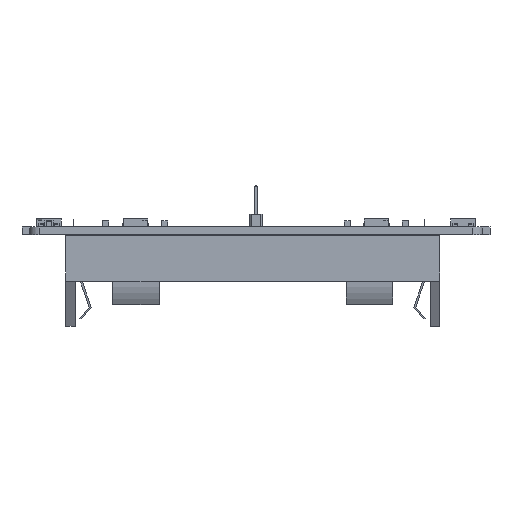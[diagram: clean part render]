
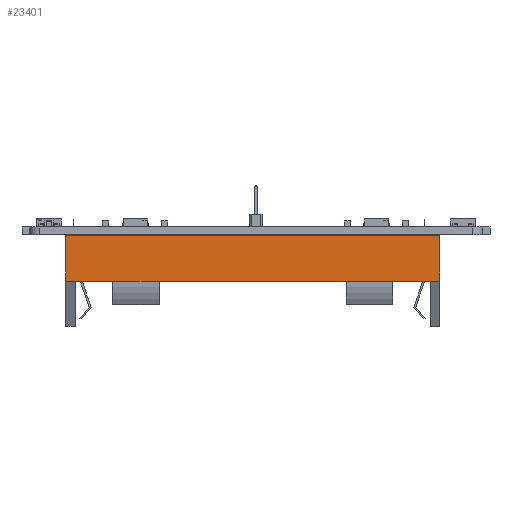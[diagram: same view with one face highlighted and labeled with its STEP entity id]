
A CAD part, left-side view. The second image highlights one B-rep face of the part: STEP entity #23401.
In plain terms, the highlighted face is planar.
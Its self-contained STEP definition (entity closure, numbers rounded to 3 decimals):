
#20576 = PLANE('',#20577);
#20577 = AXIS2_PLACEMENT_3D('',#20578,#20579,#20580);
#20578 = CARTESIAN_POINT('',(35.68,-9.587,9.6));
#20579 = DIRECTION('',(0.,0.,1.));
#20580 = DIRECTION('',(0.,1.,0.));
#21778 = VERTEX_POINT('',#21779);
#21779 = CARTESIAN_POINT('',(-3.17,-10.45,9.6));
#21793 = PLANE('',#21794);
#21794 = AXIS2_PLACEMENT_3D('',#21795,#21796,#21797);
#21795 = CARTESIAN_POINT('',(-3.17,0.,8.355));
#21796 = DIRECTION('',(-1.,0.,0.));
#21797 = DIRECTION('',(0.,-1.,0.));
#21805 = EDGE_CURVE('',#21778,#21806,#21808,.T.);
#21806 = VERTEX_POINT('',#21807);
#21807 = CARTESIAN_POINT('',(6.6,-10.45,9.6));
#21808 = SURFACE_CURVE('',#21809,(#21813,#21820),.PCURVE_S1.);
#21809 = LINE('',#21810,#21811);
#21810 = CARTESIAN_POINT('',(-3.17,-10.45,9.6));
#21811 = VECTOR('',#21812,1.);
#21812 = DIRECTION('',(1.,0.,0.));
#21813 = PCURVE('',#20576,#21814);
#21814 = DEFINITIONAL_REPRESENTATION('',(#21815),#21819);
#21815 = LINE('',#21816,#21817);
#21816 = CARTESIAN_POINT('',(-0.863,38.85));
#21817 = VECTOR('',#21818,1.);
#21818 = DIRECTION('',(0.,-1.));
#21819 = ( GEOMETRIC_REPRESENTATION_CONTEXT(2) 
PARAMETRIC_REPRESENTATION_CONTEXT() REPRESENTATION_CONTEXT('2D SPACE',''
  ) );
#21820 = PCURVE('',#21821,#21826);
#21821 = PLANE('',#21822);
#21822 = AXIS2_PLACEMENT_3D('',#21823,#21824,#21825);
#21823 = CARTESIAN_POINT('',(-3.17,-10.45,0.1));
#21824 = DIRECTION('',(0.,1.,0.));
#21825 = DIRECTION('',(1.,0.,0.));
#21826 = DEFINITIONAL_REPRESENTATION('',(#21827),#21831);
#21827 = LINE('',#21828,#21829);
#21828 = CARTESIAN_POINT('',(0.,-9.5));
#21829 = VECTOR('',#21830,1.);
#21830 = DIRECTION('',(1.,0.));
#21831 = ( GEOMETRIC_REPRESENTATION_CONTEXT(2) 
PARAMETRIC_REPRESENTATION_CONTEXT() REPRESENTATION_CONTEXT('2D SPACE',''
  ) );
#21890 = VERTEX_POINT('',#21891);
#21891 = CARTESIAN_POINT('',(16.255,-10.45,9.6));
#21917 = EDGE_CURVE('',#21890,#21918,#21920,.T.);
#21918 = VERTEX_POINT('',#21919);
#21919 = CARTESIAN_POINT('',(55.105,-10.45,9.6));
#21920 = SURFACE_CURVE('',#21921,(#21925,#21932),.PCURVE_S1.);
#21921 = LINE('',#21922,#21923);
#21922 = CARTESIAN_POINT('',(-3.17,-10.45,9.6));
#21923 = VECTOR('',#21924,1.);
#21924 = DIRECTION('',(1.,0.,0.));
#21925 = PCURVE('',#20576,#21926);
#21926 = DEFINITIONAL_REPRESENTATION('',(#21927),#21931);
#21927 = LINE('',#21928,#21929);
#21928 = CARTESIAN_POINT('',(-0.863,38.85));
#21929 = VECTOR('',#21930,1.);
#21930 = DIRECTION('',(0.,-1.));
#21931 = ( GEOMETRIC_REPRESENTATION_CONTEXT(2) 
PARAMETRIC_REPRESENTATION_CONTEXT() REPRESENTATION_CONTEXT('2D SPACE',''
  ) );
#21932 = PCURVE('',#21821,#21933);
#21933 = DEFINITIONAL_REPRESENTATION('',(#21934),#21938);
#21934 = LINE('',#21935,#21936);
#21935 = CARTESIAN_POINT('',(0.,-9.5));
#21936 = VECTOR('',#21937,1.);
#21937 = DIRECTION('',(1.,0.));
#21938 = ( GEOMETRIC_REPRESENTATION_CONTEXT(2) 
PARAMETRIC_REPRESENTATION_CONTEXT() REPRESENTATION_CONTEXT('2D SPACE',''
  ) );
#21997 = VERTEX_POINT('',#21998);
#21998 = CARTESIAN_POINT('',(64.76,-10.45,9.6));
#22024 = EDGE_CURVE('',#21997,#22025,#22027,.T.);
#22025 = VERTEX_POINT('',#22026);
#22026 = CARTESIAN_POINT('',(74.53,-10.45,9.6));
#22027 = SURFACE_CURVE('',#22028,(#22032,#22039),.PCURVE_S1.);
#22028 = LINE('',#22029,#22030);
#22029 = CARTESIAN_POINT('',(-3.17,-10.45,9.6));
#22030 = VECTOR('',#22031,1.);
#22031 = DIRECTION('',(1.,0.,0.));
#22032 = PCURVE('',#20576,#22033);
#22033 = DEFINITIONAL_REPRESENTATION('',(#22034),#22038);
#22034 = LINE('',#22035,#22036);
#22035 = CARTESIAN_POINT('',(-0.863,38.85));
#22036 = VECTOR('',#22037,1.);
#22037 = DIRECTION('',(0.,-1.));
#22038 = ( GEOMETRIC_REPRESENTATION_CONTEXT(2) 
PARAMETRIC_REPRESENTATION_CONTEXT() REPRESENTATION_CONTEXT('2D SPACE',''
  ) );
#22039 = PCURVE('',#21821,#22040);
#22040 = DEFINITIONAL_REPRESENTATION('',(#22041),#22045);
#22041 = LINE('',#22042,#22043);
#22042 = CARTESIAN_POINT('',(0.,-9.5));
#22043 = VECTOR('',#22044,1.);
#22044 = DIRECTION('',(1.,0.));
#22045 = ( GEOMETRIC_REPRESENTATION_CONTEXT(2) 
PARAMETRIC_REPRESENTATION_CONTEXT() REPRESENTATION_CONTEXT('2D SPACE',''
  ) );
#22063 = PLANE('',#22064);
#22064 = AXIS2_PLACEMENT_3D('',#22065,#22066,#22067);
#22065 = CARTESIAN_POINT('',(74.53,0.,8.355));
#22066 = DIRECTION('',(1.,0.,0.));
#22067 = DIRECTION('',(0.,0.,1.));
#22727 = PLANE('',#22728);
#22728 = AXIS2_PLACEMENT_3D('',#22729,#22730,#22731);
#22729 = CARTESIAN_POINT('',(35.68,0.,0.1));
#22730 = DIRECTION('',(0.,0.,1.));
#22731 = DIRECTION('',(1.,0.,0.));
#23333 = VERTEX_POINT('',#23334);
#23334 = CARTESIAN_POINT('',(-3.17,-10.45,0.1));
#23355 = EDGE_CURVE('',#23333,#21778,#23356,.T.);
#23356 = SURFACE_CURVE('',#23357,(#23361,#23368),.PCURVE_S1.);
#23357 = LINE('',#23358,#23359);
#23358 = CARTESIAN_POINT('',(-3.17,-10.45,0.1));
#23359 = VECTOR('',#23360,1.);
#23360 = DIRECTION('',(0.,0.,1.));
#23361 = PCURVE('',#21793,#23362);
#23362 = DEFINITIONAL_REPRESENTATION('',(#23363),#23367);
#23363 = LINE('',#23364,#23365);
#23364 = CARTESIAN_POINT('',(10.45,-8.255));
#23365 = VECTOR('',#23366,1.);
#23366 = DIRECTION('',(0.,1.));
#23367 = ( GEOMETRIC_REPRESENTATION_CONTEXT(2) 
PARAMETRIC_REPRESENTATION_CONTEXT() REPRESENTATION_CONTEXT('2D SPACE',''
  ) );
#23368 = PCURVE('',#21821,#23369);
#23369 = DEFINITIONAL_REPRESENTATION('',(#23370),#23374);
#23370 = LINE('',#23371,#23372);
#23371 = CARTESIAN_POINT('',(0.,0.));
#23372 = VECTOR('',#23373,1.);
#23373 = DIRECTION('',(0.,-1.));
#23374 = ( GEOMETRIC_REPRESENTATION_CONTEXT(2) 
PARAMETRIC_REPRESENTATION_CONTEXT() REPRESENTATION_CONTEXT('2D SPACE',''
  ) );
#23401 = ADVANCED_FACE('',(#23402),#21821,.F.);
#23402 = FACE_BOUND('',#23403,.F.);
#23403 = EDGE_LOOP('',(#23404,#23427,#23428,#23429,#23455,#23456,#23482,
    #23483));
#23404 = ORIENTED_EDGE('',*,*,#23405,.F.);
#23405 = EDGE_CURVE('',#23333,#23406,#23408,.T.);
#23406 = VERTEX_POINT('',#23407);
#23407 = CARTESIAN_POINT('',(74.53,-10.45,0.1));
#23408 = SURFACE_CURVE('',#23409,(#23413,#23420),.PCURVE_S1.);
#23409 = LINE('',#23410,#23411);
#23410 = CARTESIAN_POINT('',(-3.17,-10.45,0.1));
#23411 = VECTOR('',#23412,1.);
#23412 = DIRECTION('',(1.,0.,0.));
#23413 = PCURVE('',#21821,#23414);
#23414 = DEFINITIONAL_REPRESENTATION('',(#23415),#23419);
#23415 = LINE('',#23416,#23417);
#23416 = CARTESIAN_POINT('',(0.,0.));
#23417 = VECTOR('',#23418,1.);
#23418 = DIRECTION('',(1.,0.));
#23419 = ( GEOMETRIC_REPRESENTATION_CONTEXT(2) 
PARAMETRIC_REPRESENTATION_CONTEXT() REPRESENTATION_CONTEXT('2D SPACE',''
  ) );
#23420 = PCURVE('',#22727,#23421);
#23421 = DEFINITIONAL_REPRESENTATION('',(#23422),#23426);
#23422 = LINE('',#23423,#23424);
#23423 = CARTESIAN_POINT('',(-38.85,-10.45));
#23424 = VECTOR('',#23425,1.);
#23425 = DIRECTION('',(1.,0.));
#23426 = ( GEOMETRIC_REPRESENTATION_CONTEXT(2) 
PARAMETRIC_REPRESENTATION_CONTEXT() REPRESENTATION_CONTEXT('2D SPACE',''
  ) );
#23427 = ORIENTED_EDGE('',*,*,#23355,.T.);
#23428 = ORIENTED_EDGE('',*,*,#21805,.T.);
#23429 = ORIENTED_EDGE('',*,*,#23430,.T.);
#23430 = EDGE_CURVE('',#21806,#21890,#23431,.T.);
#23431 = SURFACE_CURVE('',#23432,(#23436,#23443),.PCURVE_S1.);
#23432 = LINE('',#23433,#23434);
#23433 = CARTESIAN_POINT('',(-3.17,-10.45,9.6));
#23434 = VECTOR('',#23435,1.);
#23435 = DIRECTION('',(1.,0.,0.));
#23436 = PCURVE('',#21821,#23437);
#23437 = DEFINITIONAL_REPRESENTATION('',(#23438),#23442);
#23438 = LINE('',#23439,#23440);
#23439 = CARTESIAN_POINT('',(0.,-9.5));
#23440 = VECTOR('',#23441,1.);
#23441 = DIRECTION('',(1.,0.));
#23442 = ( GEOMETRIC_REPRESENTATION_CONTEXT(2) 
PARAMETRIC_REPRESENTATION_CONTEXT() REPRESENTATION_CONTEXT('2D SPACE',''
  ) );
#23443 = PCURVE('',#23444,#23449);
#23444 = CYLINDRICAL_SURFACE('',#23445,9.);
#23445 = AXIS2_PLACEMENT_3D('',#23446,#23447,#23448);
#23446 = CARTESIAN_POINT('',(3.18,-1.45,9.6));
#23447 = DIRECTION('',(-1.,0.,0.));
#23448 = DIRECTION('',(0.,1.,0.));
#23449 = DEFINITIONAL_REPRESENTATION('',(#23450),#23454);
#23450 = LINE('',#23451,#23452);
#23451 = CARTESIAN_POINT('',(3.142,6.35));
#23452 = VECTOR('',#23453,1.);
#23453 = DIRECTION('',(0.,-1.));
#23454 = ( GEOMETRIC_REPRESENTATION_CONTEXT(2) 
PARAMETRIC_REPRESENTATION_CONTEXT() REPRESENTATION_CONTEXT('2D SPACE',''
  ) );
#23455 = ORIENTED_EDGE('',*,*,#21917,.T.);
#23456 = ORIENTED_EDGE('',*,*,#23457,.T.);
#23457 = EDGE_CURVE('',#21918,#21997,#23458,.T.);
#23458 = SURFACE_CURVE('',#23459,(#23463,#23470),.PCURVE_S1.);
#23459 = LINE('',#23460,#23461);
#23460 = CARTESIAN_POINT('',(-3.17,-10.45,9.6));
#23461 = VECTOR('',#23462,1.);
#23462 = DIRECTION('',(1.,0.,0.));
#23463 = PCURVE('',#21821,#23464);
#23464 = DEFINITIONAL_REPRESENTATION('',(#23465),#23469);
#23465 = LINE('',#23466,#23467);
#23466 = CARTESIAN_POINT('',(0.,-9.5));
#23467 = VECTOR('',#23468,1.);
#23468 = DIRECTION('',(1.,0.));
#23469 = ( GEOMETRIC_REPRESENTATION_CONTEXT(2) 
PARAMETRIC_REPRESENTATION_CONTEXT() REPRESENTATION_CONTEXT('2D SPACE',''
  ) );
#23470 = PCURVE('',#23471,#23476);
#23471 = CYLINDRICAL_SURFACE('',#23472,9.);
#23472 = AXIS2_PLACEMENT_3D('',#23473,#23474,#23475);
#23473 = CARTESIAN_POINT('',(3.18,-1.45,9.6));
#23474 = DIRECTION('',(-1.,0.,0.));
#23475 = DIRECTION('',(0.,1.,0.));
#23476 = DEFINITIONAL_REPRESENTATION('',(#23477),#23481);
#23477 = LINE('',#23478,#23479);
#23478 = CARTESIAN_POINT('',(3.142,6.35));
#23479 = VECTOR('',#23480,1.);
#23480 = DIRECTION('',(0.,-1.));
#23481 = ( GEOMETRIC_REPRESENTATION_CONTEXT(2) 
PARAMETRIC_REPRESENTATION_CONTEXT() REPRESENTATION_CONTEXT('2D SPACE',''
  ) );
#23482 = ORIENTED_EDGE('',*,*,#22024,.T.);
#23483 = ORIENTED_EDGE('',*,*,#23484,.F.);
#23484 = EDGE_CURVE('',#23406,#22025,#23485,.T.);
#23485 = SURFACE_CURVE('',#23486,(#23490,#23497),.PCURVE_S1.);
#23486 = LINE('',#23487,#23488);
#23487 = CARTESIAN_POINT('',(74.53,-10.45,0.1));
#23488 = VECTOR('',#23489,1.);
#23489 = DIRECTION('',(0.,0.,1.));
#23490 = PCURVE('',#21821,#23491);
#23491 = DEFINITIONAL_REPRESENTATION('',(#23492),#23496);
#23492 = LINE('',#23493,#23494);
#23493 = CARTESIAN_POINT('',(77.7,0.));
#23494 = VECTOR('',#23495,1.);
#23495 = DIRECTION('',(0.,-1.));
#23496 = ( GEOMETRIC_REPRESENTATION_CONTEXT(2) 
PARAMETRIC_REPRESENTATION_CONTEXT() REPRESENTATION_CONTEXT('2D SPACE',''
  ) );
#23497 = PCURVE('',#22063,#23498);
#23498 = DEFINITIONAL_REPRESENTATION('',(#23499),#23503);
#23499 = LINE('',#23500,#23501);
#23500 = CARTESIAN_POINT('',(-8.255,10.45));
#23501 = VECTOR('',#23502,1.);
#23502 = DIRECTION('',(1.,0.));
#23503 = ( GEOMETRIC_REPRESENTATION_CONTEXT(2) 
PARAMETRIC_REPRESENTATION_CONTEXT() REPRESENTATION_CONTEXT('2D SPACE',''
  ) );
